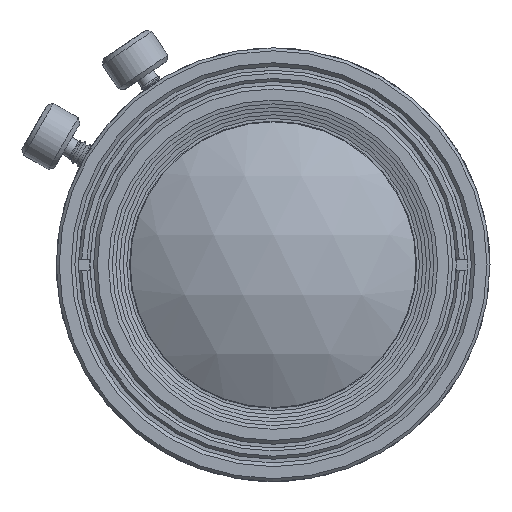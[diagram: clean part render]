
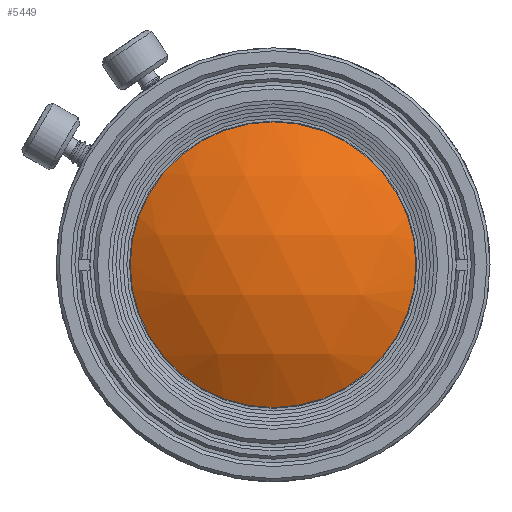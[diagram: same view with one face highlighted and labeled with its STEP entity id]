
A CAD part, left-side view. The second image highlights one B-rep face of the part: STEP entity #5449.
In plain terms, the highlighted spherical face has radius 17.5 mm.
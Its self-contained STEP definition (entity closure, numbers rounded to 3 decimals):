
#15=SPHERICAL_SURFACE('',#6157,17.5);
#790=CIRCLE('',#5667,9.553);
#1653=FACE_OUTER_BOUND('',#1993,.T.);
#1993=EDGE_LOOP('',(#4740));
#2180=VERTEX_POINT('',#8598);
#2780=EDGE_CURVE('',#2180,#2180,#790,.T.);
#4740=ORIENTED_EDGE('',*,*,#2780,.T.);
#5449=ADVANCED_FACE('',(#1653),#15,.T.);
#5667=AXIS2_PLACEMENT_3D('',#8599,#6599,#6600);
#6157=AXIS2_PLACEMENT_3D('',#10042,#7783,#7784);
#6599=DIRECTION('center_axis',(-1.,0.,0.));
#6600=DIRECTION('ref_axis',(0.,0.,-1.));
#7783=DIRECTION('center_axis',(0.,0.,1.));
#7784=DIRECTION('ref_axis',(-1.,-0.002,0.));
#8598=CARTESIAN_POINT('',(-54.3,0.,9.553));
#8599=CARTESIAN_POINT('Origin',(-54.3,0.,0.));
#10042=CARTESIAN_POINT('Origin',(-39.637,0.,0.));
